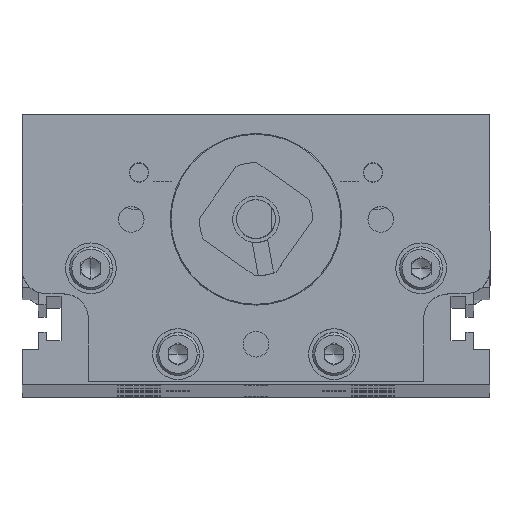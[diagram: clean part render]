
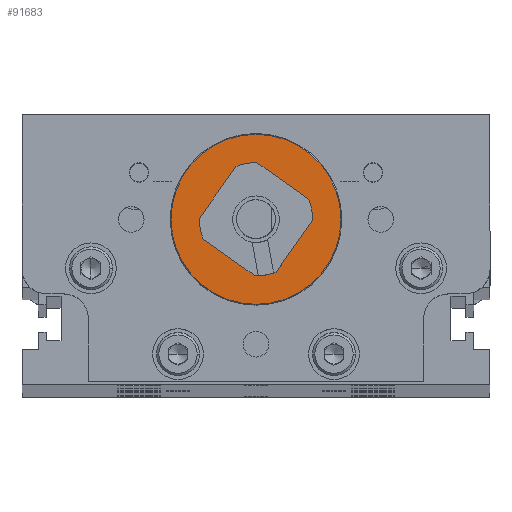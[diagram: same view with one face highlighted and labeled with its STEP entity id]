
A CAD part, top view. The second image highlights one B-rep face of the part: STEP entity #91683.
In plain terms, the highlighted planar face has unit normal (0, 0, 1).
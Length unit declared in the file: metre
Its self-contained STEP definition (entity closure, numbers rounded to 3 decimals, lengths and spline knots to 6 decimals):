
#2225 = VERTEX_POINT ( 'NONE', #70355 ) ;
#4689 = DIRECTION ( 'NONE',  ( 0., 0., -1. ) ) ;
#8369 = CIRCLE ( 'NONE', #17370, 0.19685 ) ;
#10771 = DIRECTION ( 'NONE',  ( 0., 0., -1. ) ) ;
#11660 = AXIS2_PLACEMENT_3D ( 'NONE', #65808, #31335, #40355 ) ;
#14796 = EDGE_CURVE ( 'NONE', #47002, #2225, #107233, .T. ) ;
#15332 = FACE_OUTER_BOUND ( 'NONE', #106332, .T. ) ;
#16715 = VERTEX_POINT ( 'NONE', #53998 ) ;
#17063 = CIRCLE ( 'NONE', #11660, 0.429071 ) ;
#17370 = AXIS2_PLACEMENT_3D ( 'NONE', #68773, #51849, #61433 ) ;
#20043 = CARTESIAN_POINT ( 'NONE',  ( -0.429071, 0.834646, 18.169291 ) ) ;
#21230 = AXIS2_PLACEMENT_3D ( 'NONE', #89384, #4689, #47563 ) ;
#24354 = FACE_BOUND ( 'NONE', #82489, .T. ) ;
#25194 = ORIENTED_EDGE ( 'NONE', *, *, #103343, .F. ) ;
#31335 = DIRECTION ( 'NONE',  ( 0., 0., -1. ) ) ;
#33948 = DIRECTION ( 'NONE',  ( 0., 0., 1. ) ) ;
#40355 = DIRECTION ( 'NONE',  ( -1., 0., 0. ) ) ;
#47002 = VERTEX_POINT ( 'NONE', #100452 ) ;
#47563 = DIRECTION ( 'NONE',  ( -1., 0., 0. ) ) ;
#48801 = VERTEX_POINT ( 'NONE', #20043 ) ;
#51849 = DIRECTION ( 'NONE',  ( 0., 0., -1. ) ) ;
#53998 = CARTESIAN_POINT ( 'NONE',  ( 0.429071, 0.834646, 18.169291 ) ) ;
#54245 = DIRECTION ( 'NONE',  ( 1., 0., 0. ) ) ;
#58825 = PLANE ( 'NONE',  #100868 ) ;
#61433 = DIRECTION ( 'NONE',  ( 1., 0., 0. ) ) ;
#65808 = CARTESIAN_POINT ( 'NONE',  ( 0., 0.834646, 18.169291 ) ) ;
#68773 = CARTESIAN_POINT ( 'NONE',  ( 0., 0.834646, 18.169291 ) ) ;
#70355 = CARTESIAN_POINT ( 'NONE',  ( -0.19685, 0.834646, 18.169291 ) ) ;
#71615 = CIRCLE ( 'NONE', #21230, 0.429071 ) ;
#78237 = ORIENTED_EDGE ( 'NONE', *, *, #88591, .F. ) ;
#82489 = EDGE_LOOP ( 'NONE', ( #98440, #109824 ) ) ;
#83665 = DIRECTION ( 'NONE',  ( 1., 0., 0. ) ) ;
#88591 = EDGE_CURVE ( 'NONE', #48801, #16715, #71615, .T. ) ;
#89384 = CARTESIAN_POINT ( 'NONE',  ( 0., 0.834646, 18.169291 ) ) ;
#91683 = ADVANCED_FACE ( 'NONE', ( #24354, #15332 ), #58825, .T. ) ;
#93276 = CARTESIAN_POINT ( 'NONE',  ( 0., 0.834646, 18.169291 ) ) ;
#97668 = EDGE_CURVE ( 'NONE', #2225, #47002, #8369, .T. ) ;
#98440 = ORIENTED_EDGE ( 'NONE', *, *, #14796, .T. ) ;
#100452 = CARTESIAN_POINT ( 'NONE',  ( 0.19685, 0.834646, 18.169291 ) ) ;
#100868 = AXIS2_PLACEMENT_3D ( 'NONE', #93276, #33948, #83665 ) ;
#103343 = EDGE_CURVE ( 'NONE', #16715, #48801, #17063, .T. ) ;
#105615 = CARTESIAN_POINT ( 'NONE',  ( 0., 0.834646, 18.169291 ) ) ;
#106332 = EDGE_LOOP ( 'NONE', ( #78237, #25194 ) ) ;
#107233 = CIRCLE ( 'NONE', #110765, 0.19685 ) ;
#109824 = ORIENTED_EDGE ( 'NONE', *, *, #97668, .T. ) ;
#110765 = AXIS2_PLACEMENT_3D ( 'NONE', #105615, #10771, #54245 ) ;
